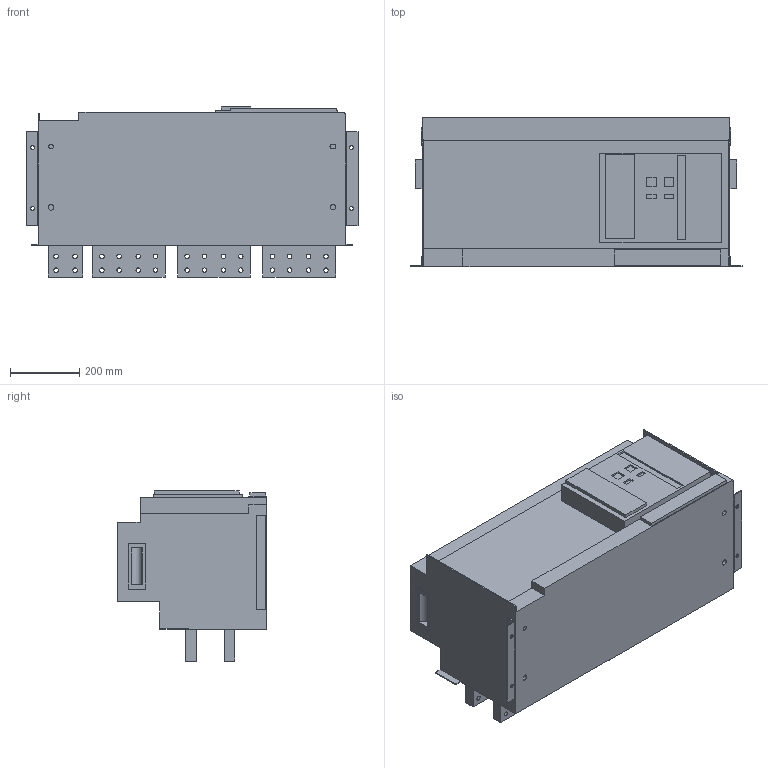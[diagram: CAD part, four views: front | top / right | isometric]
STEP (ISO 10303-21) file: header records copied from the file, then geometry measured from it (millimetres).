
FILE_DESCRIPTION(/* description */ (''),/* implementation_level */ '2;1');
FILE_NAME(/* name */ '5000.stp',/* time_stamp */ '2023-08-11T11:10:16+08:00',/* author */ (''),/* organization */ (''),/* preprocessor_version */ 'ST-DEVELOPER v16',/* originating_system */ 'SIEMENS PLM Software NX 10.0',/* authorisation */ '');
FILE_SCHEMA (('AP203_CONFIGURATION_CONTROLLED_3D_DESIGN_OF_MECHANICAL_PARTS_AND_ASSEMBLIES_MIM_LF { 1 0 10303 403 2 1 2}'));
Length unit declared in the file: millimetre
Products named in the file (1): 5000_stp
Bounding box: 960 x 432 x 492 mm (x, y, z)
Volume: 129803971.3 mm3; surface area: 2304175.9 mm2
Topology: 3 solids, 3 shells, 267 faces, 718 edges, 481 vertices
Faces by surface type: plane 147, cylinder 120
Full cylindrical faces by diameter (mm): 13 x12
Entity records: 8640 total; most frequent: DIRECTION 1474, CARTESIAN_POINT 1439, ORIENTED_EDGE 1396, EDGE_CURVE 698, AXIS2_PLACEMENT_3D 508, VERTEX_POINT 473, LINE 458, VECTOR 458
